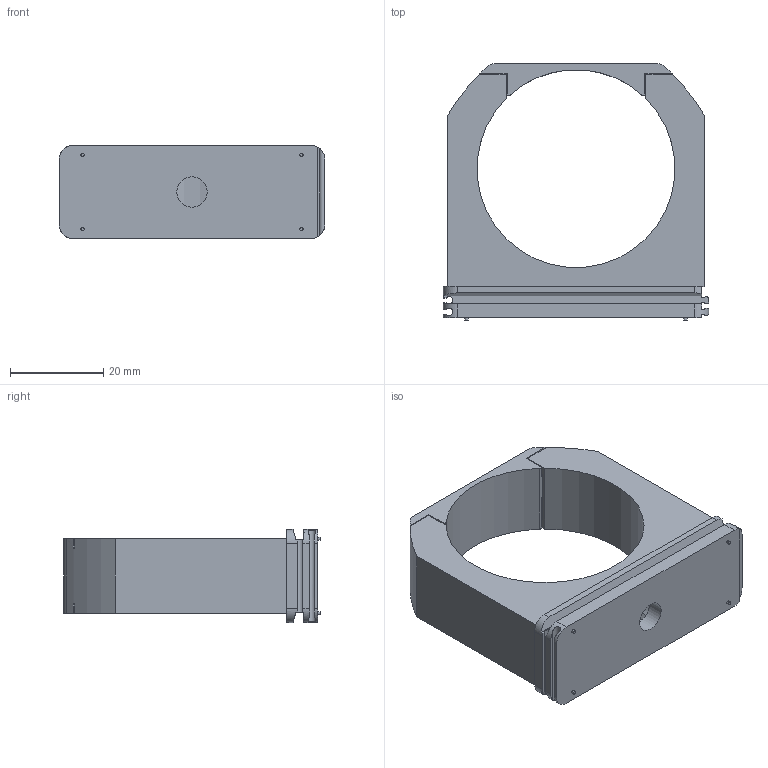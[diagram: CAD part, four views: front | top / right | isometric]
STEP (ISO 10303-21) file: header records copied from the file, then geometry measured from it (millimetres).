
FILE_DESCRIPTION( ( 'STEP AP203' ), '1' );
FILE_NAME( 'FLEXA RQS 5030.020.236.stp', '2020-03-27T08:02:38', ( 'License CC BY-ND 4.0' ), ( 'CADENAS' ), ' ', 'PARTsolutions', ' ' );
FILE_SCHEMA( ( 'CONFIG_CONTROL_DESIGN' ) );
Length unit declared in the file: millimetre
Products named in the file (1): _FLEXA RQS 5030.020.236
Bounding box: 57 x 55 x 20 mm (x, y, z)
Volume: 24019.7 mm3; surface area: 10064.2 mm2
Topology: 1 solids, 1 shells, 112 faces, 324 edges, 217 vertices
Faces by surface type: plane 75, cylinder 37
Full cylindrical faces by diameter (mm): 0.7 x4, 6.5 x1
Entity records: 3836 total; most frequent: CARTESIAN_POINT 819, ORIENTED_EDGE 628, DIRECTION 620, EDGE_CURVE 314, VERTEX_POINT 212, AXIS2_PLACEMENT_3D 211, LINE 198, VECTOR 198
